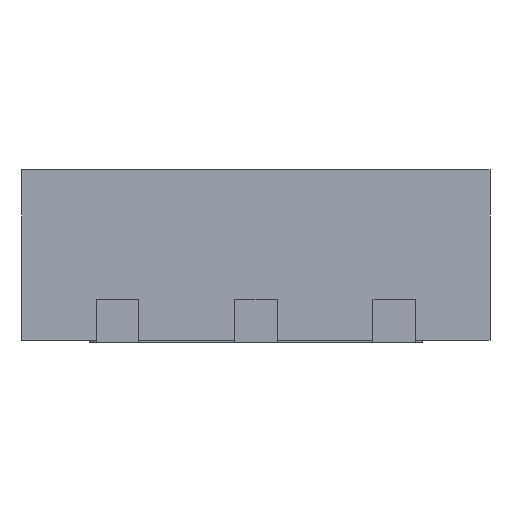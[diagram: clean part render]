
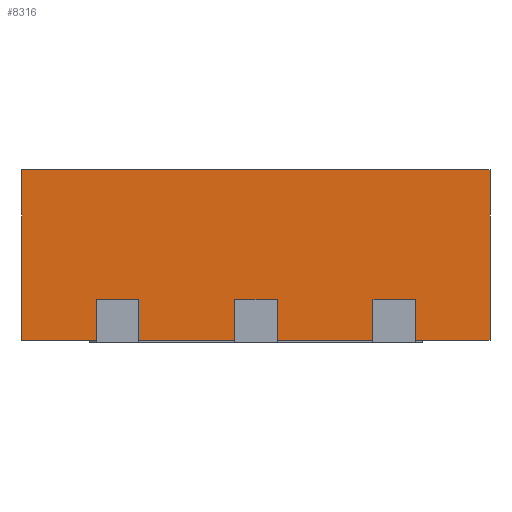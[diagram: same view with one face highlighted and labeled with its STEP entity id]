
A CAD part, left-side view. The second image highlights one B-rep face of the part: STEP entity #8316.
In plain terms, the highlighted planar face has unit normal (-1, 0, 0).
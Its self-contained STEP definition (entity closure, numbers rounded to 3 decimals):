
#57 = ORIENTED_EDGE ( 'NONE', *, *, #20174, .F. ) ;
#252 = LINE ( 'NONE', #17595, #12164 ) ;
#262 = CARTESIAN_POINT ( 'NONE',  ( -1.25, 0.55, 0.2 ) ) ;
#500 = VERTEX_POINT ( 'NONE', #14442 ) ;
#540 = EDGE_LOOP ( 'NONE', ( #3963, #10680, #11427, #19413, #4318, #544, #10815, #2151, #57, #17886, #20233, #4951, #11087, #1337, #19935, #1679 ) ) ;
#544 = ORIENTED_EDGE ( 'NONE', *, *, #4709, .T. ) ;
#833 = LINE ( 'NONE', #7693, #12045 ) ;
#1297 = CARTESIAN_POINT ( 'NONE',  ( -1.25, 0.75, 0.01 ) ) ;
#1337 = ORIENTED_EDGE ( 'NONE', *, *, #17299, .T. ) ;
#1460 = LINE ( 'NONE', #7974, #2845 ) ;
#1633 = LINE ( 'NONE', #15834, #11263 ) ;
#1679 = ORIENTED_EDGE ( 'NONE', *, *, #11063, .T. ) ;
#1770 = DIRECTION ( 'NONE',  ( 0., -1., 0. ) ) ;
#2021 = VECTOR ( 'NONE', #16871, 1000. ) ;
#2151 = ORIENTED_EDGE ( 'NONE', *, *, #20260, .T. ) ;
#2246 = VERTEX_POINT ( 'NONE', #21434 ) ;
#2277 = VERTEX_POINT ( 'NONE', #1297 ) ;
#2525 = VECTOR ( 'NONE', #13261, 1000. ) ;
#2845 = VECTOR ( 'NONE', #11902, 1000. ) ;
#3024 = EDGE_CURVE ( 'NONE', #7845, #20116, #833, .T. ) ;
#3149 = DIRECTION ( 'NONE',  ( 0., -1., 0. ) ) ;
#3368 = CARTESIAN_POINT ( 'NONE',  ( -1.25, -1.1, 0.01 ) ) ;
#3425 = CARTESIAN_POINT ( 'NONE',  ( -1.25, 0.75, 0.81 ) ) ;
#3469 = DIRECTION ( 'NONE',  ( 0., 0., -1. ) ) ;
#3540 = LINE ( 'NONE', #3425, #7233 ) ;
#3963 = ORIENTED_EDGE ( 'NONE', *, *, #6201, .F. ) ;
#4024 = EDGE_CURVE ( 'NONE', #7103, #20116, #19932, .T. ) ;
#4181 = VERTEX_POINT ( 'NONE', #14279 ) ;
#4318 = ORIENTED_EDGE ( 'NONE', *, *, #6542, .T. ) ;
#4344 = VERTEX_POINT ( 'NONE', #19108 ) ;
#4414 = VERTEX_POINT ( 'NONE', #17000 ) ;
#4503 = PLANE ( 'NONE',  #6298 ) ;
#4709 = EDGE_CURVE ( 'NONE', #4181, #2277, #18174, .T. ) ;
#4951 = ORIENTED_EDGE ( 'NONE', *, *, #10475, .T. ) ;
#5108 = LINE ( 'NONE', #6573, #17435 ) ;
#5110 = EDGE_CURVE ( 'NONE', #14583, #12364, #17436, .T. ) ;
#5251 = CARTESIAN_POINT ( 'NONE',  ( -1.25, -1.1, 0.01 ) ) ;
#5920 = DIRECTION ( 'NONE',  ( 0., -1., 0. ) ) ;
#6201 = EDGE_CURVE ( 'NONE', #14583, #2246, #10696, .T. ) ;
#6291 = CARTESIAN_POINT ( 'NONE',  ( -1.25, 0.55, 0.01 ) ) ;
#6295 = CARTESIAN_POINT ( 'NONE',  ( -1.25, -1.1, 0.01 ) ) ;
#6298 = AXIS2_PLACEMENT_3D ( 'NONE', #22032, #13391, #18260 ) ;
#6381 = EDGE_CURVE ( 'NONE', #15486, #500, #252, .T. ) ;
#6418 = CARTESIAN_POINT ( 'NONE',  ( -1.25, -0.75, 0.01 ) ) ;
#6542 = EDGE_CURVE ( 'NONE', #15486, #4181, #1460, .T. ) ;
#6573 = CARTESIAN_POINT ( 'NONE',  ( -1.25, 0.55, 0.81 ) ) ;
#7103 = VERTEX_POINT ( 'NONE', #6291 ) ;
#7233 = VECTOR ( 'NONE', #17417, 1000. ) ;
#7246 = EDGE_CURVE ( 'NONE', #17934, #4414, #10756, .T. ) ;
#7389 = VECTOR ( 'NONE', #14539, 1000. ) ;
#7477 = DIRECTION ( 'NONE',  ( 0., -1., 0. ) ) ;
#7693 = CARTESIAN_POINT ( 'NONE',  ( -1.25, 0.1, 0.81 ) ) ;
#7845 = VERTEX_POINT ( 'NONE', #8815 ) ;
#7892 = LINE ( 'NONE', #19947, #7389 ) ;
#7974 = CARTESIAN_POINT ( 'NONE',  ( -1.25, 1.1, 0.81 ) ) ;
#8011 = CARTESIAN_POINT ( 'NONE',  ( -1.25, -1.1, 0.01 ) ) ;
#8149 = DIRECTION ( 'NONE',  ( 0., -1., 0. ) ) ;
#8316 = ADVANCED_FACE ( 'NONE', ( #15107 ), #4503, .F. ) ;
#8710 = EDGE_CURVE ( 'NONE', #500, #12364, #16755, .T. ) ;
#8815 = CARTESIAN_POINT ( 'NONE',  ( -1.25, 0.1, 0.2 ) ) ;
#9102 = DIRECTION ( 'NONE',  ( 0., -1., 0. ) ) ;
#9639 = CARTESIAN_POINT ( 'NONE',  ( -1.25, -1.1, 0.81 ) ) ;
#10475 = EDGE_CURVE ( 'NONE', #7845, #17757, #14144, .T. ) ;
#10579 = VECTOR ( 'NONE', #1770, 1000. ) ;
#10680 = ORIENTED_EDGE ( 'NONE', *, *, #5110, .T. ) ;
#10696 = LINE ( 'NONE', #17624, #21166 ) ;
#10756 = LINE ( 'NONE', #15988, #21867 ) ;
#10815 = ORIENTED_EDGE ( 'NONE', *, *, #18080, .F. ) ;
#11063 = EDGE_CURVE ( 'NONE', #17934, #2246, #7892, .T. ) ;
#11087 = ORIENTED_EDGE ( 'NONE', *, *, #17681, .F. ) ;
#11199 = CARTESIAN_POINT ( 'NONE',  ( -1.25, -1.1, 0.2 ) ) ;
#11263 = VECTOR ( 'NONE', #7477, 1000. ) ;
#11427 = ORIENTED_EDGE ( 'NONE', *, *, #8710, .F. ) ;
#11504 = LINE ( 'NONE', #3368, #18372 ) ;
#11902 = DIRECTION ( 'NONE',  ( 0., 0., -1. ) ) ;
#12045 = VECTOR ( 'NONE', #14581, 1000. ) ;
#12164 = VECTOR ( 'NONE', #9102, 1000. ) ;
#12364 = VERTEX_POINT ( 'NONE', #16942 ) ;
#12885 = CARTESIAN_POINT ( 'NONE',  ( -1.25, -0.55, 0.2 ) ) ;
#13261 = DIRECTION ( 'NONE',  ( 0., 0., 1. ) ) ;
#13391 = DIRECTION ( 'NONE',  ( 1., 0., 0. ) ) ;
#13600 = LINE ( 'NONE', #20477, #2525 ) ;
#13672 = DIRECTION ( 'NONE',  ( 0., 0., 1. ) ) ;
#14144 = LINE ( 'NONE', #11199, #15301 ) ;
#14279 = CARTESIAN_POINT ( 'NONE',  ( -1.25, 1.1, 0.01 ) ) ;
#14397 = CARTESIAN_POINT ( 'NONE',  ( -1.25, 1.1, 0.81 ) ) ;
#14442 = CARTESIAN_POINT ( 'NONE',  ( -1.25, -1.1, 0.81 ) ) ;
#14539 = DIRECTION ( 'NONE',  ( 0., -1., 0. ) ) ;
#14581 = DIRECTION ( 'NONE',  ( 0., 0., -1. ) ) ;
#14583 = VERTEX_POINT ( 'NONE', #6418 ) ;
#14970 = CARTESIAN_POINT ( 'NONE',  ( -1.25, -0.1, 0.01 ) ) ;
#15107 = FACE_OUTER_BOUND ( 'NONE', #540, .T. ) ;
#15301 = VECTOR ( 'NONE', #5920, 1000. ) ;
#15486 = VERTEX_POINT ( 'NONE', #14397 ) ;
#15634 = CARTESIAN_POINT ( 'NONE',  ( -1.25, -0.1, 0.2 ) ) ;
#15834 = CARTESIAN_POINT ( 'NONE',  ( -1.25, -1.1, 0.2 ) ) ;
#15988 = CARTESIAN_POINT ( 'NONE',  ( -1.25, -0.55, 0.81 ) ) ;
#16607 = DIRECTION ( 'NONE',  ( 0., -1., 0. ) ) ;
#16755 = LINE ( 'NONE', #9639, #2021 ) ;
#16871 = DIRECTION ( 'NONE',  ( 0., 0., -1. ) ) ;
#16942 = CARTESIAN_POINT ( 'NONE',  ( -1.25, -1.1, 0.01 ) ) ;
#17000 = CARTESIAN_POINT ( 'NONE',  ( -1.25, -0.55, 0.01 ) ) ;
#17222 = VECTOR ( 'NONE', #16607, 1000. ) ;
#17299 = EDGE_CURVE ( 'NONE', #19739, #4414, #11504, .T. ) ;
#17417 = DIRECTION ( 'NONE',  ( 0., 0., -1. ) ) ;
#17435 = VECTOR ( 'NONE', #13672, 1000. ) ;
#17436 = LINE ( 'NONE', #5251, #10579 ) ;
#17595 = CARTESIAN_POINT ( 'NONE',  ( -1.25, -1.1, 0.81 ) ) ;
#17624 = CARTESIAN_POINT ( 'NONE',  ( -1.25, -0.75, 0.81 ) ) ;
#17681 = EDGE_CURVE ( 'NONE', #19739, #17757, #13600, .T. ) ;
#17757 = VERTEX_POINT ( 'NONE', #15634 ) ;
#17886 = ORIENTED_EDGE ( 'NONE', *, *, #4024, .T. ) ;
#17934 = VERTEX_POINT ( 'NONE', #12885 ) ;
#18080 = EDGE_CURVE ( 'NONE', #4344, #2277, #3540, .T. ) ;
#18174 = LINE ( 'NONE', #8011, #17222 ) ;
#18211 = CARTESIAN_POINT ( 'NONE',  ( -1.25, 0.1, 0.01 ) ) ;
#18260 = DIRECTION ( 'NONE',  ( 0., 0., -1. ) ) ;
#18372 = VECTOR ( 'NONE', #8149, 1000. ) ;
#19108 = CARTESIAN_POINT ( 'NONE',  ( -1.25, 0.75, 0.2 ) ) ;
#19409 = VERTEX_POINT ( 'NONE', #262 ) ;
#19413 = ORIENTED_EDGE ( 'NONE', *, *, #6381, .F. ) ;
#19680 = VECTOR ( 'NONE', #3149, 1000. ) ;
#19739 = VERTEX_POINT ( 'NONE', #14970 ) ;
#19932 = LINE ( 'NONE', #6295, #19680 ) ;
#19935 = ORIENTED_EDGE ( 'NONE', *, *, #7246, .F. ) ;
#19947 = CARTESIAN_POINT ( 'NONE',  ( -1.25, -1.1, 0.2 ) ) ;
#20116 = VERTEX_POINT ( 'NONE', #18211 ) ;
#20174 = EDGE_CURVE ( 'NONE', #7103, #19409, #5108, .T. ) ;
#20233 = ORIENTED_EDGE ( 'NONE', *, *, #3024, .F. ) ;
#20260 = EDGE_CURVE ( 'NONE', #4344, #19409, #1633, .T. ) ;
#20477 = CARTESIAN_POINT ( 'NONE',  ( -1.25, -0.1, 0.81 ) ) ;
#21166 = VECTOR ( 'NONE', #21406, 1000. ) ;
#21406 = DIRECTION ( 'NONE',  ( 0., 0., 1. ) ) ;
#21434 = CARTESIAN_POINT ( 'NONE',  ( -1.25, -0.75, 0.2 ) ) ;
#21867 = VECTOR ( 'NONE', #3469, 1000. ) ;
#22032 = CARTESIAN_POINT ( 'NONE',  ( -1.25, -1.1, 0.81 ) ) ;
